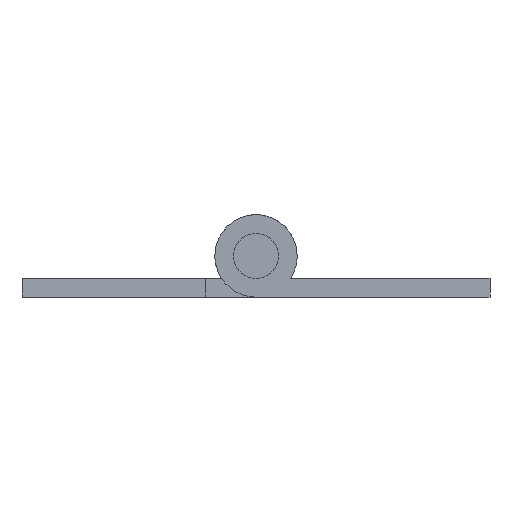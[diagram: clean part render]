
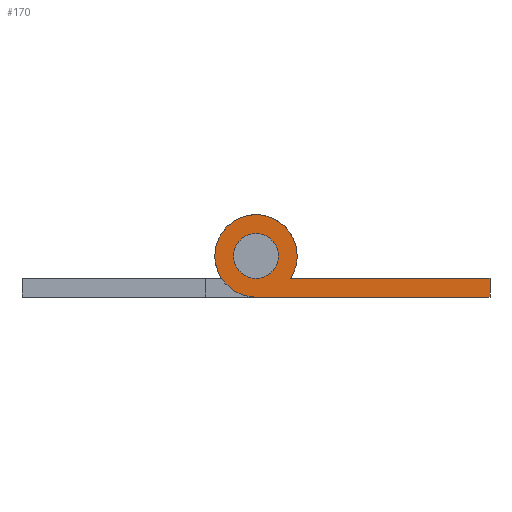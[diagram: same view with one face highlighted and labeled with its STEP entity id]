
A CAD part, front view. The second image highlights one B-rep face of the part: STEP entity #170.
In plain terms, the highlighted planar face has unit normal (0, -1, 0).
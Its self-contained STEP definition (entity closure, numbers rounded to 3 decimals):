
#46 = ORIENTED_EDGE ( 'NONE', *, *, #48, .F. ) ;
#48 = EDGE_CURVE ( 'NONE', #118, #236, #3194, .T. ) ;
#71 = EDGE_CURVE ( 'NONE', #223, #125, #3216, .T. ) ;
#72 = ORIENTED_EDGE ( 'NONE', *, *, #234, .F. ) ;
#110 = EDGE_CURVE ( 'NONE', #4426, #3933, #3277, .T. ) ;
#118 = VERTEX_POINT ( 'NONE', #3698 ) ;
#121 = ORIENTED_EDGE ( 'NONE', *, *, #71, .F. ) ;
#123 = EDGE_CURVE ( 'NONE', #125, #118, #3692, .T. ) ;
#124 = ORIENTED_EDGE ( 'NONE', *, *, #123, .F. ) ;
#125 = VERTEX_POINT ( 'NONE', #3688 ) ;
#133 = EDGE_LOOP ( 'NONE', ( #124, #121, #72, #46 ) ) ;
#170 = ADVANCED_FACE ( 'NONE', ( #3744, #3743 ), #3742, .F. ) ;
#193 = ORIENTED_EDGE ( 'NONE', *, *, #110, .T. ) ;
#201 = ORIENTED_EDGE ( 'NONE', *, *, #3723, .T. ) ;
#208 = EDGE_LOOP ( 'NONE', ( #201, #193 ) ) ;
#223 = VERTEX_POINT ( 'NONE', #3855 ) ;
#234 = EDGE_CURVE ( 'NONE', #236, #223, #3838, .T. ) ;
#236 = VERTEX_POINT ( 'NONE', #3889 ) ;
#1289 = CARTESIAN_POINT ( 'NONE',  ( 0., -150., 1.2 ) ) ;
#1290 = CARTESIAN_POINT ( 'NONE',  ( 0., -150., -1.2 ) ) ;
#1295 = DIRECTION ( 'NONE',  ( 0., 0., 1. ) ) ;
#1296 = DIRECTION ( 'NONE',  ( 0., 1., 0. ) ) ;
#1297 = AXIS2_PLACEMENT_3D ( 'NONE', #1303, #1296, #1295 ) ;
#1298 = CIRCLE ( 'NONE', #1297, 1.2 ) ;
#1303 = CARTESIAN_POINT ( 'NONE',  ( 0., -150., 0. ) ) ;
#3191 = DIRECTION ( 'NONE',  ( -1., 0., 0. ) ) ;
#3192 = VECTOR ( 'NONE', #3191, 1000. ) ;
#3193 = CARTESIAN_POINT ( 'NONE',  ( 0., -150., -2.2 ) ) ;
#3194 = LINE ( 'NONE', #3193, #3192 ) ;
#3213 = DIRECTION ( 'NONE',  ( 1., 0., 0. ) ) ;
#3214 = VECTOR ( 'NONE', #3213, 1000. ) ;
#3215 = CARTESIAN_POINT ( 'NONE',  ( 12.5, -150., -1.2 ) ) ;
#3216 = LINE ( 'NONE', #3215, #3214 ) ;
#3273 = DIRECTION ( 'NONE',  ( 0., 0., 1. ) ) ;
#3274 = DIRECTION ( 'NONE',  ( 0., 1., 0. ) ) ;
#3275 = CARTESIAN_POINT ( 'NONE',  ( 0., -150., 0. ) ) ;
#3276 = AXIS2_PLACEMENT_3D ( 'NONE', #3275, #3274, #3273 ) ;
#3277 = CIRCLE ( 'NONE', #3276, 1.2 ) ;
#3688 = CARTESIAN_POINT ( 'NONE',  ( 12.5, -150., -1.2 ) ) ;
#3689 = DIRECTION ( 'NONE',  ( 0., 0., -1. ) ) ;
#3690 = VECTOR ( 'NONE', #3689, 1000. ) ;
#3691 = CARTESIAN_POINT ( 'NONE',  ( 12.5, -150., -2.2 ) ) ;
#3692 = LINE ( 'NONE', #3691, #3690 ) ;
#3698 = CARTESIAN_POINT ( 'NONE',  ( 12.5, -150., -2.2 ) ) ;
#3723 = EDGE_CURVE ( 'NONE', #3933, #4426, #1298, .T. ) ;
#3738 = DIRECTION ( 'NONE',  ( 0., 0., 1. ) ) ;
#3739 = DIRECTION ( 'NONE',  ( 0., 1., 0. ) ) ;
#3740 = CARTESIAN_POINT ( 'NONE',  ( 0., -150., 0. ) ) ;
#3741 = AXIS2_PLACEMENT_3D ( 'NONE', #3740, #3739, #3738 ) ;
#3742 = PLANE ( 'NONE',  #3741 ) ;
#3743 = FACE_BOUND ( 'NONE', #208, .T. ) ;
#3744 = FACE_OUTER_BOUND ( 'NONE', #133, .T. ) ;
#3836 = CARTESIAN_POINT ( 'NONE',  ( 0., -150., 0. ) ) ;
#3837 = AXIS2_PLACEMENT_3D ( 'NONE', #3836, #3897, #3896 ) ;
#3838 = CIRCLE ( 'NONE', #3837, 2.2 ) ;
#3855 = CARTESIAN_POINT ( 'NONE',  ( 1.844, -150., -1.2 ) ) ;
#3889 = CARTESIAN_POINT ( 'NONE',  ( 0., -150., -2.2 ) ) ;
#3896 = DIRECTION ( 'NONE',  ( 0., 0., 1. ) ) ;
#3897 = DIRECTION ( 'NONE',  ( 0., 1., 0. ) ) ;
#3933 = VERTEX_POINT ( 'NONE', #1290 ) ;
#4426 = VERTEX_POINT ( 'NONE', #1289 ) ;
